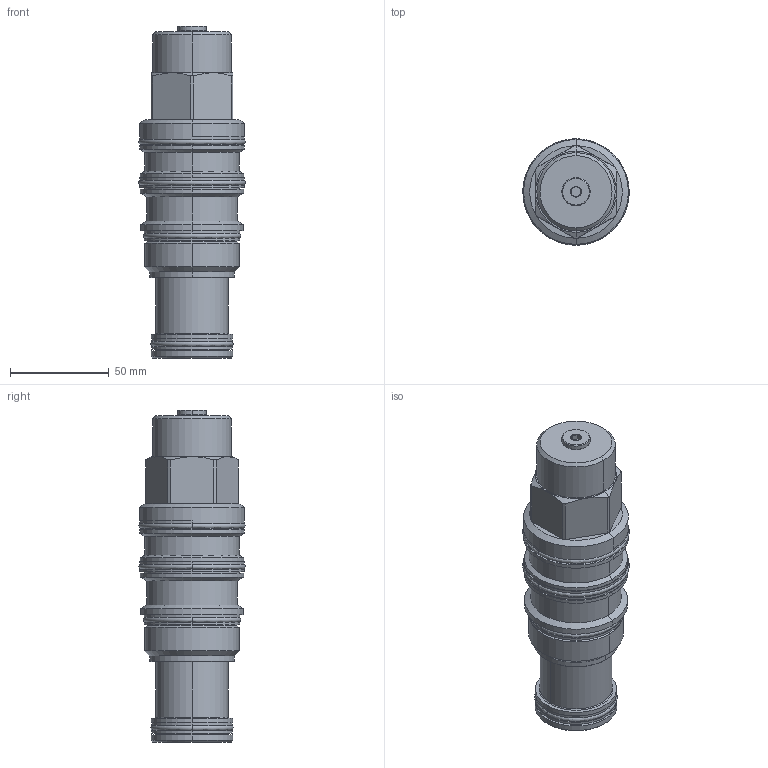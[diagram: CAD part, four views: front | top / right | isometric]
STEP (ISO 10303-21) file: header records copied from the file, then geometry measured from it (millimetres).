
FILE_DESCRIPTION((''),'2;1');
FILE_NAME('PSJT-XFN_PRT','2017-02-01T',('Administrator'),(''),'PRO/ENGINEER BY PARAMETRIC TECHNOLOGY CORPORATION, 2006240','PRO/ENGINEER BY PARAMETRIC TECHNOLOGY CORPORATION, 2006240','');
FILE_SCHEMA(('CONFIG_CONTROL_DESIGN'));
Length unit declared in the file: inch
Products named in the file (1): PSJT-XFN_PRT
Bounding box: 53.84 x 53.85 x 168.17 mm (x, y, z)
Volume: 256288.2 mm3; surface area: 39582.3 mm2
Topology: 7 solids, 8 shells, 190 faces, 402 edges, 238 vertices
Faces by surface type: cylinder 70, plane 44, cone 30, torus 30, revolution 16
Entity records: 6470 total; most frequent: CARTESIAN_POINT 2242, DIRECTION 950, ORIENTED_EDGE 804, AXIS2_PLACEMENT_3D 404, EDGE_CURVE 402, VERTEX_POINT 238, CIRCLE 230, EDGE_LOOP 214
